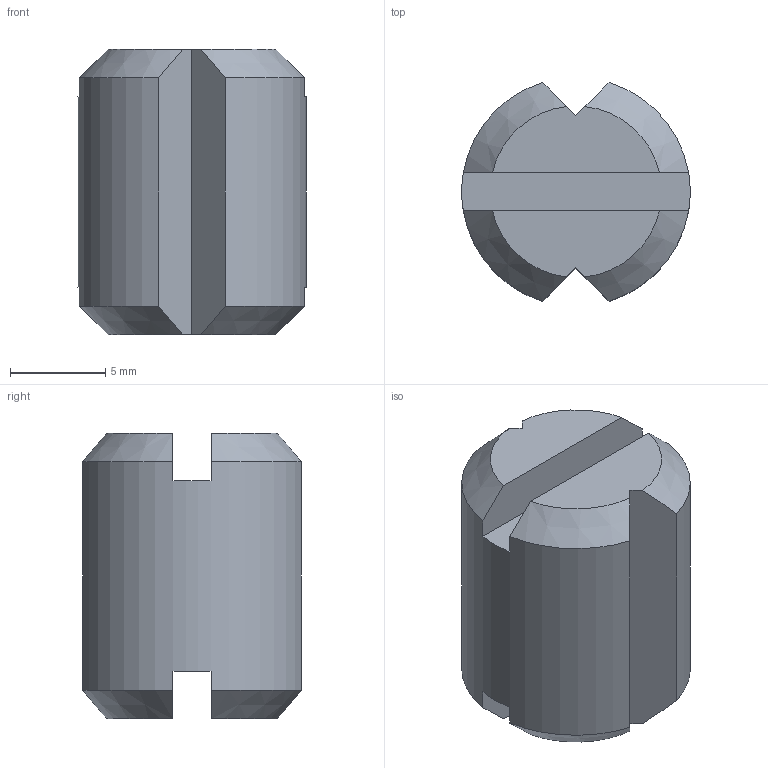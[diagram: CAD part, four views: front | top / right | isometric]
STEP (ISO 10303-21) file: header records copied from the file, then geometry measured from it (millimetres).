
FILE_DESCRIPTION (( 'STEP AP203' ), '1' );
FILE_NAME ('STP-202-022-10120-001(16085).STEP', '2022-07-21T08:36:48', ( '' ), ( '' ), 'SwSTEP 2.0', 'SolidWorks 2017', '' );
FILE_SCHEMA (( 'CONFIG_CONTROL_DESIGN' ));
Length unit declared in the file: millimetre
Products named in the file (1): STP-202-022-10120-001(16085)
Bounding box: 11.99 x 11.48 x 15 mm (x, y, z)
Volume: 1411.4 mm3; surface area: 848 mm2
Topology: 1 solids, 1 shells, 25 faces, 69 edges, 46 vertices
Faces by surface type: plane 14, cone 8, cylinder 3
Entity records: 898 total; most frequent: CARTESIAN_POINT 189, ORIENTED_EDGE 138, DIRECTION 127, EDGE_CURVE 69, AXIS2_PLACEMENT_3D 48, VERTEX_POINT 46, VECTOR 31, LINE 31
